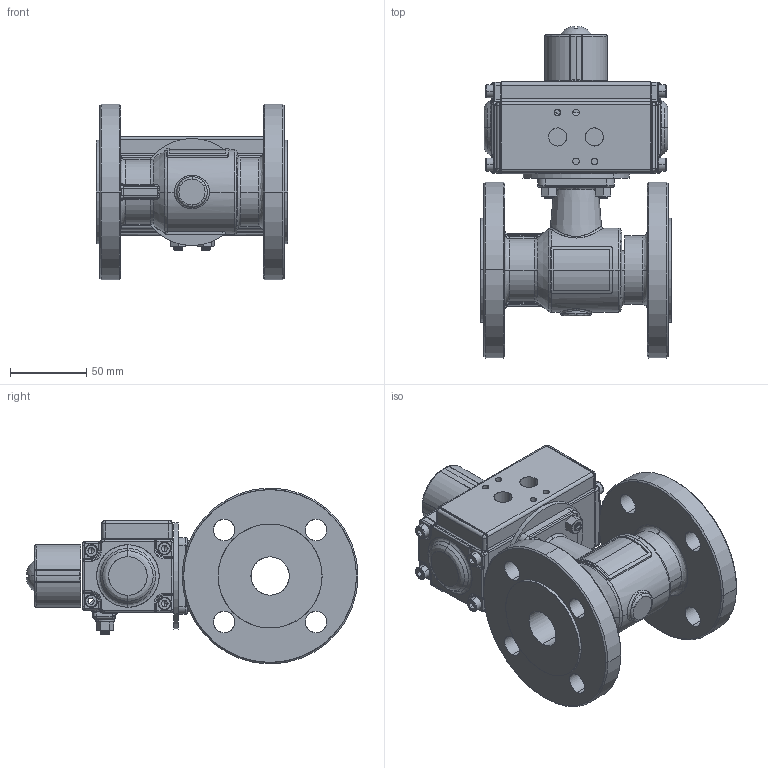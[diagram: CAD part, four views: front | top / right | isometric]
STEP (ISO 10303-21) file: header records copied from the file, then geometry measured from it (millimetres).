
FILE_DESCRIPTION (( 'STEP AP214' ), '1' );
FILE_NAME ('PK04_DN25 (PK04000005).STEP', '2022-04-08T08:38:38', ( '' ), ( '' ), 'SwSTEP 2.0', 'SolidWorks 2021', '' );
FILE_SCHEMA (( 'AUTOMOTIVE_DESIGN' ));
Length unit declared in the file: metre
Products named in the file (1): PK04_DN25 (PK04000005)
Bounding box: 125 x 217.15 x 115 mm (x, y, z)
Surface area: 135553.9 mm2 (no closed solid volume)
Topology: 0 solids, 817 shells, 1008 faces, 4617 edges, 4358 vertices
Faces by surface type: plane 321, cylinder 318, bspline 253, cone 114, sphere 2
Entity records: 84319 total; most frequent: CARTESIAN_POINT 38978, DIRECTION 6597, ORIENTED_EDGE 4940, EDGE_CURVE 4567, VERTEX_POINT 4358, AXIS2_PLACEMENT_3D 2301, LINE 1995, VECTOR 1995
